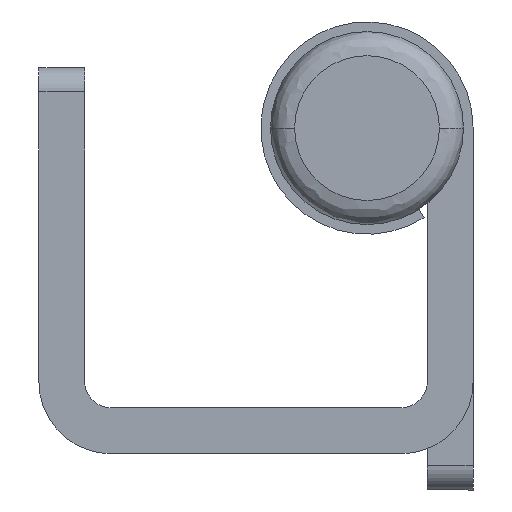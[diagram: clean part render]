
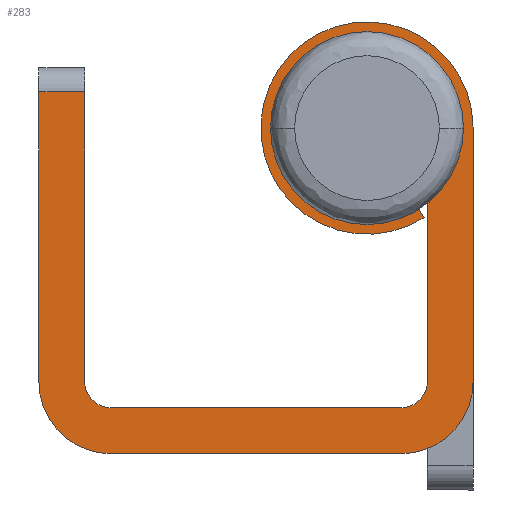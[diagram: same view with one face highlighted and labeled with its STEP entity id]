
A CAD part, front view. The second image highlights one B-rep face of the part: STEP entity #283.
In plain terms, the highlighted planar face has unit normal (0, -1, 0).
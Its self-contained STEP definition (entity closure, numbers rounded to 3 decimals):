
#11=B_SPLINE_CURVE_WITH_KNOTS('',1,(#7894,#7895),.UNSPECIFIED.,.F.,.F.,
(2,2),(-27.646,-17.146),.UNSPECIFIED.);
#14=B_SPLINE_CURVE_WITH_KNOTS('',1,(#7900,#7901),.UNSPECIFIED.,.F.,.F.,
(2,2),(-11.146,0.854),.UNSPECIFIED.);
#17=B_SPLINE_CURVE_WITH_KNOTS('',1,(#7906,#7907),.UNSPECIFIED.,.F.,.F.,
(2,2),(6.854,18.854),.UNSPECIFIED.);
#23=B_SPLINE_CURVE_WITH_KNOTS('',1,(#7918,#7919),.UNSPECIFIED.,.F.,.F.,
(2,2),(22.754,34.754),.UNSPECIFIED.);
#26=B_SPLINE_CURVE_WITH_KNOTS('',1,(#7924,#7925),.UNSPECIFIED.,.F.,.F.,
(2,2),(36.954,48.954),.UNSPECIFIED.);
#29=B_SPLINE_CURVE_WITH_KNOTS('',1,(#7930,#7931),.UNSPECIFIED.,.F.,.F.,
(2,2),(51.154,61.654),.UNSPECIFIED.);
#32=B_SPLINE_CURVE_WITH_KNOTS('',1,(#7944,#7945),.UNSPECIFIED.,.F.,.F.,
(2,2),(74.875,76.776),.UNSPECIFIED.);
#63=B_SPLINE_CURVE_WITH_KNOTS('',1,(#8090,#8091),.UNSPECIFIED.,.F.,.F.,
(2,2),(0.,1.9),.UNSPECIFIED.);
#283=ADVANCED_FACE('',(#511),#4179,.T.);
#511=FACE_OUTER_BOUND('',#745,.T.);
#745=EDGE_LOOP('',(#1865,#1866,#1867,#1868,#1869,#1870,#1871,#1872,#1873,
#1874,#1875,#1876,#1877,#1878));
#1865=ORIENTED_EDGE('',*,*,#2609,.F.);
#1866=ORIENTED_EDGE('',*,*,#2683,.F.);
#1867=ORIENTED_EDGE('',*,*,#2606,.F.);
#1868=ORIENTED_EDGE('',*,*,#2681,.F.);
#1869=ORIENTED_EDGE('',*,*,#2603,.F.);
#1870=ORIENTED_EDGE('',*,*,#2599,.F.);
#1871=ORIENTED_EDGE('',*,*,#2627,.F.);
#1872=ORIENTED_EDGE('',*,*,#2624,.F.);
#1873=ORIENTED_EDGE('',*,*,#2621,.F.);
#1874=ORIENTED_EDGE('',*,*,#2674,.F.);
#1875=ORIENTED_EDGE('',*,*,#2618,.F.);
#1876=ORIENTED_EDGE('',*,*,#2672,.F.);
#1877=ORIENTED_EDGE('',*,*,#2615,.F.);
#1878=ORIENTED_EDGE('',*,*,#2687,.F.);
#2599=EDGE_CURVE('',#4056,#4057,#3270,.T.);
#2603=EDGE_CURVE('',#4057,#4098,#11,.T.);
#2606=EDGE_CURVE('',#4101,#4100,#14,.T.);
#2609=EDGE_CURVE('',#4104,#4110,#17,.T.);
#2615=EDGE_CURVE('',#4116,#4086,#23,.T.);
#2618=EDGE_CURVE('',#4089,#4088,#26,.T.);
#2621=EDGE_CURVE('',#4092,#4060,#29,.T.);
#2624=EDGE_CURVE('',#4060,#4062,#3272,.T.);
#2627=EDGE_CURVE('',#4062,#4056,#32,.T.);
#2672=EDGE_CURVE('',#4086,#4089,#3284,.T.);
#2674=EDGE_CURVE('',#4088,#4092,#3286,.T.);
#2681=EDGE_CURVE('',#4098,#4101,#3290,.T.);
#2683=EDGE_CURVE('',#4100,#4104,#3292,.T.);
#2687=EDGE_CURVE('',#4110,#4116,#63,.T.);
#3270=TRIMMED_CURVE($,#3666,(#7885),(#7886),.T.,.CARTESIAN.);
#3272=TRIMMED_CURVE($,#3668,(#7937),(#7938),.T.,.CARTESIAN.);
#3284=TRIMMED_CURVE($,#3680,(#8049),(#8050),.T.,.CARTESIAN.);
#3286=TRIMMED_CURVE($,#3682,(#8055),(#8056),.T.,.CARTESIAN.);
#3290=TRIMMED_CURVE($,#3686,(#8073),(#8074),.T.,.CARTESIAN.);
#3292=TRIMMED_CURVE($,#3688,(#8079),(#8080),.T.,.CARTESIAN.);
#3666=CIRCLE('',#4842,4.4);
#3668=CIRCLE('',#4844,2.5);
#3680=CIRCLE('',#4856,1.1);
#3682=CIRCLE('',#4858,1.1);
#3686=CIRCLE('',#4862,3.);
#3688=CIRCLE('',#4864,3.);
#4056=VERTEX_POINT('',#7816);
#4057=VERTEX_POINT('',#7817);
#4060=VERTEX_POINT('',#7820);
#4062=VERTEX_POINT('',#7822);
#4086=VERTEX_POINT('',#7846);
#4088=VERTEX_POINT('',#7848);
#4089=VERTEX_POINT('',#7849);
#4092=VERTEX_POINT('',#7852);
#4098=VERTEX_POINT('',#7858);
#4100=VERTEX_POINT('',#7860);
#4101=VERTEX_POINT('',#7861);
#4104=VERTEX_POINT('',#7864);
#4110=VERTEX_POINT('',#7870);
#4116=VERTEX_POINT('',#7876);
#4179=PLANE('',#4840);
#4840=AXIS2_PLACEMENT_3D('',#7814,#5713,$);
#4842=AXIS2_PLACEMENT_3D($,#7884,#5715,#5716);
#4844=AXIS2_PLACEMENT_3D($,#7936,#5719,#5720);
#4856=AXIS2_PLACEMENT_3D($,#8048,#5743,#5744);
#4858=AXIS2_PLACEMENT_3D($,#8054,#5747,#5748);
#4862=AXIS2_PLACEMENT_3D($,#8072,#5755,#5756);
#4864=AXIS2_PLACEMENT_3D($,#8078,#5759,#5760);
#5713=DIRECTION('',(0.,-1.,0.));
#5715=DIRECTION('',(0.,1.,0.));
#5716=DIRECTION('',(0.538,0.,-0.843));
#5719=DIRECTION('',(0.,-1.,0.));
#5720=DIRECTION('',(1.,0.,0.));
#5743=DIRECTION('',(0.,-1.,0.));
#5744=DIRECTION('',(-1.,0.,0.));
#5747=DIRECTION('',(0.,-1.,0.));
#5748=DIRECTION('',(0.,0.,-1.));
#5755=DIRECTION('',(0.,1.,0.));
#5756=DIRECTION('',(1.,0.,0.));
#5759=DIRECTION('',(0.,1.,0.));
#5760=DIRECTION('',(0.,0.,-1.));
#7814=CARTESIAN_POINT('',(-4.411,-24.,11.739));
#7816=CARTESIAN_POINT('',(13.808,-24.,1.393));
#7817=CARTESIAN_POINT('',(15.839,-24.,5.101));
#7820=CARTESIAN_POINT('',(13.939,-24.,5.101));
#7822=CARTESIAN_POINT('',(12.801,-24.,3.005));
#7846=CARTESIAN_POINT('',(-0.261,-24.,-5.399));
#7848=CARTESIAN_POINT('',(12.839,-24.,-6.499));
#7849=CARTESIAN_POINT('',(0.839,-24.,-6.499));
#7852=CARTESIAN_POINT('',(13.939,-24.,-5.399));
#7858=CARTESIAN_POINT('',(15.839,-24.,-5.399));
#7860=CARTESIAN_POINT('',(0.839,-24.,-8.399));
#7861=CARTESIAN_POINT('',(12.839,-24.,-8.399));
#7864=CARTESIAN_POINT('',(-2.161,-24.,-5.399));
#7870=CARTESIAN_POINT('',(-2.161,-24.,6.601));
#7876=CARTESIAN_POINT('',(-0.261,-24.,6.601));
#7884=CARTESIAN_POINT('',(11.439,-24.,5.101));
#7885=CARTESIAN_POINT('',(13.808,-24.,1.393));
#7886=CARTESIAN_POINT('',(15.839,-24.,5.101));
#7894=CARTESIAN_POINT('',(15.839,-24.,5.101));
#7895=CARTESIAN_POINT('',(15.839,-24.,-5.399));
#7900=CARTESIAN_POINT('',(12.839,-24.,-8.399));
#7901=CARTESIAN_POINT('',(0.839,-24.,-8.399));
#7906=CARTESIAN_POINT('',(-2.161,-24.,-5.399));
#7907=CARTESIAN_POINT('',(-2.161,-24.,6.601));
#7918=CARTESIAN_POINT('',(-0.261,-24.,6.601));
#7919=CARTESIAN_POINT('',(-0.261,-24.,-5.399));
#7924=CARTESIAN_POINT('',(0.839,-24.,-6.499));
#7925=CARTESIAN_POINT('',(12.839,-24.,-6.499));
#7930=CARTESIAN_POINT('',(13.939,-24.,-5.399));
#7931=CARTESIAN_POINT('',(13.939,-24.,5.101));
#7936=CARTESIAN_POINT('',(11.439,-24.,5.101));
#7937=CARTESIAN_POINT('',(13.939,-24.,5.101));
#7938=CARTESIAN_POINT('',(12.801,-24.,3.005));
#7944=CARTESIAN_POINT('',(12.801,-24.,3.005));
#7945=CARTESIAN_POINT('',(13.808,-24.,1.393));
#8048=CARTESIAN_POINT('',(0.839,-24.,-5.399));
#8049=CARTESIAN_POINT('',(-0.261,-24.,-5.399));
#8050=CARTESIAN_POINT('',(0.839,-24.,-6.499));
#8054=CARTESIAN_POINT('',(12.839,-24.,-5.399));
#8055=CARTESIAN_POINT('',(12.839,-24.,-6.499));
#8056=CARTESIAN_POINT('',(13.939,-24.,-5.399));
#8072=CARTESIAN_POINT('',(12.839,-24.,-5.399));
#8073=CARTESIAN_POINT('',(15.839,-24.,-5.399));
#8074=CARTESIAN_POINT('',(12.839,-24.,-8.399));
#8078=CARTESIAN_POINT('',(0.839,-24.,-5.399));
#8079=CARTESIAN_POINT('',(0.839,-24.,-8.399));
#8080=CARTESIAN_POINT('',(-2.161,-24.,-5.399));
#8090=CARTESIAN_POINT('',(-2.161,-24.,6.601));
#8091=CARTESIAN_POINT('',(-0.261,-24.,6.601));
